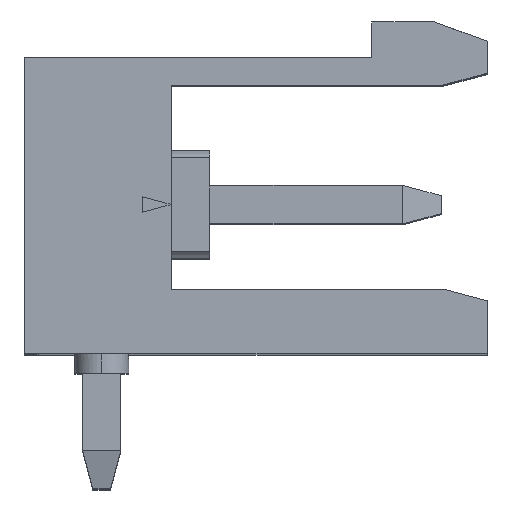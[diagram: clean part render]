
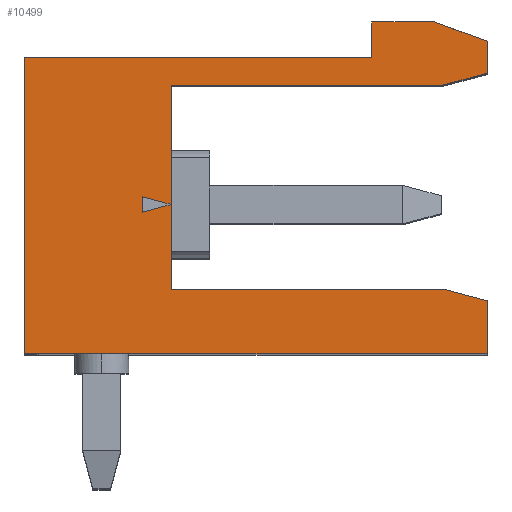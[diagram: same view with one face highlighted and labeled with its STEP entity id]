
A CAD part, top view. The second image highlights one B-rep face of the part: STEP entity #10499.
In plain terms, the highlighted planar face has unit normal (0, 0, 1).
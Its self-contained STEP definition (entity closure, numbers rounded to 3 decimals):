
#139 = VECTOR ( 'NONE', #1384, 1000. ) ;
#146 = CARTESIAN_POINT ( 'NONE',  ( 0., 45.443, 2.5 ) ) ;
#241 = EDGE_CURVE ( 'NONE', #7204, #9477, #4696, .T. ) ;
#320 = CARTESIAN_POINT ( 'NONE',  ( 38.127, 37.773, 2.5 ) ) ;
#519 = EDGE_CURVE ( 'NONE', #6535, #7204, #866, .T. ) ;
#563 = CARTESIAN_POINT ( 'NONE',  ( 45.627, 46.373, 2.5 ) ) ;
#583 = CARTESIAN_POINT ( 'NONE',  ( 47.427, 46.373, 2.5 ) ) ;
#697 = VERTEX_POINT ( 'NONE', #2070 ) ;
#752 = DIRECTION ( 'NONE',  ( 1., 0., 0. ) ) ;
#788 = ORIENTED_EDGE ( 'NONE', *, *, #6165, .T. ) ;
#866 = LINE ( 'NONE', #320, #8460 ) ;
#893 = VERTEX_POINT ( 'NONE', #1716 ) ;
#900 = ORIENTED_EDGE ( 'NONE', *, *, #1350, .T. ) ;
#927 = DIRECTION ( 'NONE',  ( -0.966, -0.259, 0. ) ) ;
#946 = VERTEX_POINT ( 'NONE', #1032 ) ;
#958 = VERTEX_POINT ( 'NONE', #1827 ) ;
#1023 = LINE ( 'NONE', #8463, #8598 ) ;
#1032 = CARTESIAN_POINT ( 'NONE',  ( 39.677, 41.844, 2.5 ) ) ;
#1040 = EDGE_CURVE ( 'NONE', #6535, #6301, #9704, .T. ) ;
#1049 = ORIENTED_EDGE ( 'NONE', *, *, #9512, .F. ) ;
#1070 = ORIENTED_EDGE ( 'NONE', *, *, #7503, .T. ) ;
#1137 = EDGE_CURVE ( 'NONE', #1296, #1852, #3421, .T. ) ;
#1225 = DIRECTION ( 'NONE',  ( 0., 1., 0. ) ) ;
#1235 = EDGE_LOOP ( 'NONE', ( #5352, #788, #6606, #1070, #9585, #3601, #2865, #1049, #2809, #4632, #7190, #1972, #9473 ) ) ;
#1296 = VERTEX_POINT ( 'NONE', #10239 ) ;
#1350 = EDGE_CURVE ( 'NONE', #946, #10010, #10125, .T. ) ;
#1384 = DIRECTION ( 'NONE',  ( 1., 0., 0. ) ) ;
#1423 = CARTESIAN_POINT ( 'NONE',  ( 40.427, 44.736, 2.5 ) ) ;
#1616 = EDGE_CURVE ( 'NONE', #3497, #958, #4220, .T. ) ;
#1618 = CARTESIAN_POINT ( 'NONE',  ( 48.627, 39.143, 2.5 ) ) ;
#1716 = CARTESIAN_POINT ( 'NONE',  ( 40.427, 39.443, 2.5 ) ) ;
#1827 = CARTESIAN_POINT ( 'NONE',  ( 47.464, 44.736, 2.5 ) ) ;
#1852 = VERTEX_POINT ( 'NONE', #4715 ) ;
#1956 = VECTOR ( 'NONE', #927, 1000. ) ;
#1972 = ORIENTED_EDGE ( 'NONE', *, *, #519, .F. ) ;
#2070 = CARTESIAN_POINT ( 'NONE',  ( 45.627, 46.373, 2.5 ) ) ;
#2111 = VECTOR ( 'NONE', #2378, 1000. ) ;
#2378 = DIRECTION ( 'NONE',  ( 0., 1., 0. ) ) ;
#2535 = DIRECTION ( 'NONE',  ( 0., 1., 0. ) ) ;
#2731 = CARTESIAN_POINT ( 'NONE',  ( 39.677, 41.844, 2.5 ) ) ;
#2742 = PLANE ( 'NONE',  #8156 ) ;
#2791 = VECTOR ( 'NONE', #3318, 1000. ) ;
#2809 = ORIENTED_EDGE ( 'NONE', *, *, #3026, .F. ) ;
#2865 = ORIENTED_EDGE ( 'NONE', *, *, #1137, .F. ) ;
#2980 = CARTESIAN_POINT ( 'NONE',  ( 0., 39.443, 2.5 ) ) ;
#3026 = EDGE_CURVE ( 'NONE', #6221, #697, #5552, .T. ) ;
#3074 = LINE ( 'NONE', #8069, #6581 ) ;
#3181 = EDGE_LOOP ( 'NONE', ( #4410, #900, #4470 ) ) ;
#3192 = EDGE_CURVE ( 'NONE', #6301, #7817, #8935, .T. ) ;
#3318 = DIRECTION ( 'NONE',  ( 0.94, -0.342, 0. ) ) ;
#3421 = LINE ( 'NONE', #8170, #2791 ) ;
#3487 = LINE ( 'NONE', #146, #4541 ) ;
#3497 = VERTEX_POINT ( 'NONE', #10380 ) ;
#3554 = DIRECTION ( 'NONE',  ( -1., 0., 0. ) ) ;
#3601 = ORIENTED_EDGE ( 'NONE', *, *, #10444, .T. ) ;
#3775 = VECTOR ( 'NONE', #6299, 1000. ) ;
#4220 = LINE ( 'NONE', #8987, #1956 ) ;
#4351 = FACE_BOUND ( 'NONE', #3181, .T. ) ;
#4410 = ORIENTED_EDGE ( 'NONE', *, *, #7884, .T. ) ;
#4433 = DIRECTION ( 'NONE',  ( -0.966, -0.259, 0. ) ) ;
#4470 = ORIENTED_EDGE ( 'NONE', *, *, #4479, .T. ) ;
#4479 = EDGE_CURVE ( 'NONE', #10010, #6098, #1023, .T. ) ;
#4490 = DIRECTION ( 'NONE',  ( -1., 0., 0. ) ) ;
#4541 = VECTOR ( 'NONE', #8277, 1000. ) ;
#4575 = DIRECTION ( 'NONE',  ( 1., 0., 0. ) ) ;
#4632 = ORIENTED_EDGE ( 'NONE', *, *, #8048, .T. ) ;
#4696 = LINE ( 'NONE', #9363, #7099 ) ;
#4715 = CARTESIAN_POINT ( 'NONE',  ( 48.627, 45.873, 2.5 ) ) ;
#4739 = CARTESIAN_POINT ( 'NONE',  ( 40.427, 0., 2.5 ) ) ;
#4878 = DIRECTION ( 'NONE',  ( -0.966, 0.259, 0. ) ) ;
#5256 = CARTESIAN_POINT ( 'NONE',  ( 0., 0., 2.5 ) ) ;
#5352 = ORIENTED_EDGE ( 'NONE', *, *, #3192, .T. ) ;
#5552 = LINE ( 'NONE', #563, #3775 ) ;
#5564 = VECTOR ( 'NONE', #4878, 1000. ) ;
#5640 = CARTESIAN_POINT ( 'NONE',  ( 45.627, 45.443, 2.5 ) ) ;
#5777 = EDGE_CURVE ( 'NONE', #893, #6948, #8798, .T. ) ;
#6098 = VERTEX_POINT ( 'NONE', #6952 ) ;
#6153 = DIRECTION ( 'NONE',  ( 0., 1., 0. ) ) ;
#6165 = EDGE_CURVE ( 'NONE', #7817, #893, #9413, .T. ) ;
#6169 = CARTESIAN_POINT ( 'NONE',  ( 48.627, 39.143, 2.5 ) ) ;
#6221 = VERTEX_POINT ( 'NONE', #5640 ) ;
#6299 = DIRECTION ( 'NONE',  ( 0., 1., 0. ) ) ;
#6301 = VERTEX_POINT ( 'NONE', #6169 ) ;
#6317 = CARTESIAN_POINT ( 'NONE',  ( 36.627, 45.443, 2.5 ) ) ;
#6371 = VECTOR ( 'NONE', #10071, 1000. ) ;
#6535 = VERTEX_POINT ( 'NONE', #7579 ) ;
#6581 = VECTOR ( 'NONE', #9563, 1000. ) ;
#6606 = ORIENTED_EDGE ( 'NONE', *, *, #5777, .T. ) ;
#6765 = FACE_OUTER_BOUND ( 'NONE', #1235, .T. ) ;
#6948 = VERTEX_POINT ( 'NONE', #1423 ) ;
#6952 = CARTESIAN_POINT ( 'NONE',  ( 39.677, 41.442, 2.5 ) ) ;
#6978 = CARTESIAN_POINT ( 'NONE',  ( 36.627, 37.773, 2.5 ) ) ;
#7033 = CARTESIAN_POINT ( 'NONE',  ( 48.627, 0., 2.5 ) ) ;
#7099 = VECTOR ( 'NONE', #1225, 1000. ) ;
#7113 = CARTESIAN_POINT ( 'NONE',  ( 40.427, 41.643, 2.5 ) ) ;
#7190 = ORIENTED_EDGE ( 'NONE', *, *, #241, .F. ) ;
#7204 = VERTEX_POINT ( 'NONE', #6978 ) ;
#7503 = EDGE_CURVE ( 'NONE', #6948, #958, #10008, .T. ) ;
#7579 = CARTESIAN_POINT ( 'NONE',  ( 48.627, 37.773, 2.5 ) ) ;
#7639 = LINE ( 'NONE', #9228, #8663 ) ;
#7817 = VERTEX_POINT ( 'NONE', #9660 ) ;
#7884 = EDGE_CURVE ( 'NONE', #6098, #946, #3074, .T. ) ;
#7906 = LINE ( 'NONE', #583, #8561 ) ;
#7925 = VECTOR ( 'NONE', #6153, 1000. ) ;
#8048 = EDGE_CURVE ( 'NONE', #6221, #9477, #3487, .T. ) ;
#8069 = CARTESIAN_POINT ( 'NONE',  ( 39.677, 0., 2.5 ) ) ;
#8156 = AXIS2_PLACEMENT_3D ( 'NONE', #5256, #9498, #4575 ) ;
#8170 = CARTESIAN_POINT ( 'NONE',  ( 47.94, 46.123, 2.5 ) ) ;
#8277 = DIRECTION ( 'NONE',  ( -1., 0., 0. ) ) ;
#8460 = VECTOR ( 'NONE', #3554, 1000. ) ;
#8463 = CARTESIAN_POINT ( 'NONE',  ( 40.427, 41.643, 2.5 ) ) ;
#8561 = VECTOR ( 'NONE', #752, 1000. ) ;
#8598 = VECTOR ( 'NONE', #4433, 1000. ) ;
#8663 = VECTOR ( 'NONE', #2535, 1000. ) ;
#8798 = LINE ( 'NONE', #4739, #7925 ) ;
#8935 = LINE ( 'NONE', #1618, #5564 ) ;
#8987 = CARTESIAN_POINT ( 'NONE',  ( 47.468, 44.737, 2.5 ) ) ;
#9228 = CARTESIAN_POINT ( 'NONE',  ( 48.627, 0., 2.5 ) ) ;
#9363 = CARTESIAN_POINT ( 'NONE',  ( 36.627, 44.573, 2.5 ) ) ;
#9413 = LINE ( 'NONE', #2980, #9501 ) ;
#9473 = ORIENTED_EDGE ( 'NONE', *, *, #1040, .T. ) ;
#9477 = VERTEX_POINT ( 'NONE', #6317 ) ;
#9498 = DIRECTION ( 'NONE',  ( 0., 0., 1. ) ) ;
#9501 = VECTOR ( 'NONE', #4490, 1000. ) ;
#9512 = EDGE_CURVE ( 'NONE', #697, #1296, #7906, .T. ) ;
#9520 = CARTESIAN_POINT ( 'NONE',  ( 0., 44.736, 2.5 ) ) ;
#9563 = DIRECTION ( 'NONE',  ( 0., 1., 0. ) ) ;
#9585 = ORIENTED_EDGE ( 'NONE', *, *, #1616, .F. ) ;
#9660 = CARTESIAN_POINT ( 'NONE',  ( 47.507, 39.443, 2.5 ) ) ;
#9704 = LINE ( 'NONE', #7033, #2111 ) ;
#10008 = LINE ( 'NONE', #9520, #139 ) ;
#10010 = VERTEX_POINT ( 'NONE', #7113 ) ;
#10071 = DIRECTION ( 'NONE',  ( 0.966, -0.259, 0. ) ) ;
#10125 = LINE ( 'NONE', #2731, #6371 ) ;
#10239 = CARTESIAN_POINT ( 'NONE',  ( 47.253, 46.373, 2.5 ) ) ;
#10380 = CARTESIAN_POINT ( 'NONE',  ( 48.627, 45.048, 2.5 ) ) ;
#10444 = EDGE_CURVE ( 'NONE', #3497, #1852, #7639, .T. ) ;
#10499 = ADVANCED_FACE ( 'NONE', ( #4351, #6765 ), #2742, .T. ) ;
